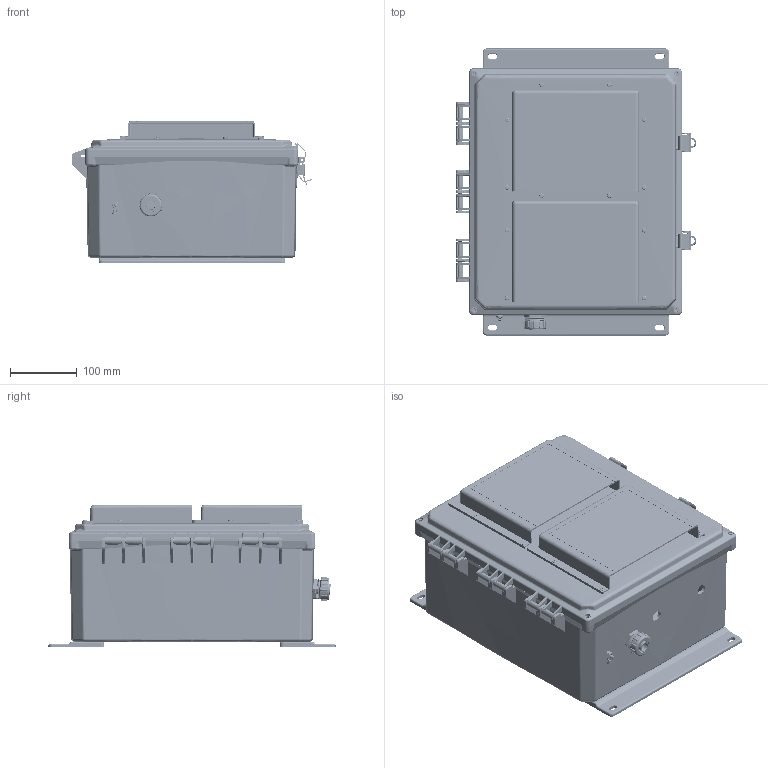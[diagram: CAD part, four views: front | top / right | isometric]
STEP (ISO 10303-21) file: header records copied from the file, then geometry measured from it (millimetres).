
FILE_DESCRIPTION (( 'STEP AP214' ), '1' );
FILE_NAME ('TEBPC141206-00VDR.step', '2020-01-28T16:00:56', ( '' ), ( '' ), 'SwSTEP 2.0', 'SolidWorks 2018', '' );
FILE_SCHEMA (( 'AUTOMOTIVE_DESIGN' ));
Length unit declared in the file: inch
Products named in the file (22): XF1005-01; XNBBPC141206-02; TEBPC141206-00VDR; XCA-TERM-0007-UL^TEBPC141206-00VDR_Used On NB141207-1HF; Integra-Bottom Insert; XCT-0011^XCA-TERM-0007-UL_TEBPC141206-00VDR; XCT-0005; XFN-0003; Integra-Upper Insert; XFW-0002; NBBPC141206_Box; NBBPC141206_12IN-MNT-FLANGE; XFS-0026; NBBPC141206_Latch; NBBPC141206_Lid-vented; XM220-01B; XC-0003; XFR-0005; 1AJ09-156_.099 grip; XCT-0010^XCA-TERM-0007-UL_TEBPC141206-00VDR; XFS-0020_91735A827; XMH-0001
Assembly tree (58 placements, depth 3):
  TEBPC141206-00VDR
    XNBBPC141206-02
      NBBPC141206_Box
      NBBPC141206_Lid-vented
      NBBPC141206_Latch  x2
      NBBPC141206_12IN-MNT-FLANGE  x2
      Integra-Bottom Insert  x4
      Integra-Upper Insert  x4
    XF1005-01  x2
    XFW-0002  x5
    XFS-0020_91735A827  x4
    XC-0003
    XFS-0026
    XFN-0003  x2
    XCT-0005
    XCA-TERM-0007-UL^TEBPC141206-00VDR_Used On NB141207-1HF
      XCT-0010^XCA-TERM-0007-UL_TEBPC141206-00VDR
      XCT-0011^XCA-TERM-0007-UL_TEBPC141206-00VDR
    XMH-0001  x2
    1AJ09-156_.099 grip  x8
    XM220-01B  x2
    XFR-0005  x12
Bounding box: 360.69 x 430.53 x 214.31 mm (x, y, z)
Volume: 2648858.8 mm3; surface area: 1380199 mm2
Topology: 66 solids, 71 shells, 7418 faces, 18284 edges, 10823 vertices
Faces by surface type: cylinder 2573, plane 1692, bspline 1565, cone 1274, torus 286, sphere 28
Entity records: 244179 total; most frequent: CARTESIAN_POINT 134350, ORIENTED_EDGE 23272, DIRECTION 17458, EDGE_CURVE 11640, VERTEX_POINT 6968, AXIS2_PLACEMENT_3D 6477, EDGE_LOOP 5059, ADVANCED_FACE 4797
